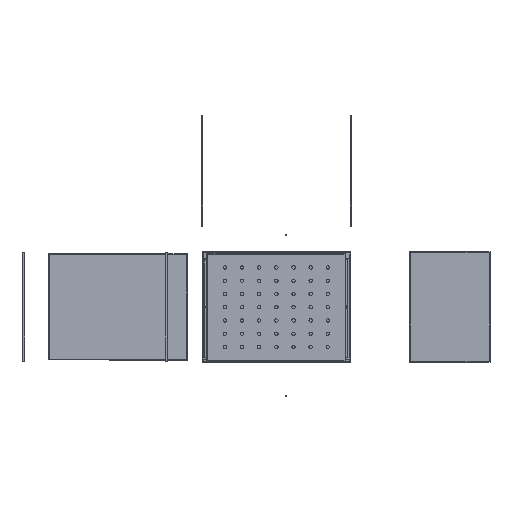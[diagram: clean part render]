
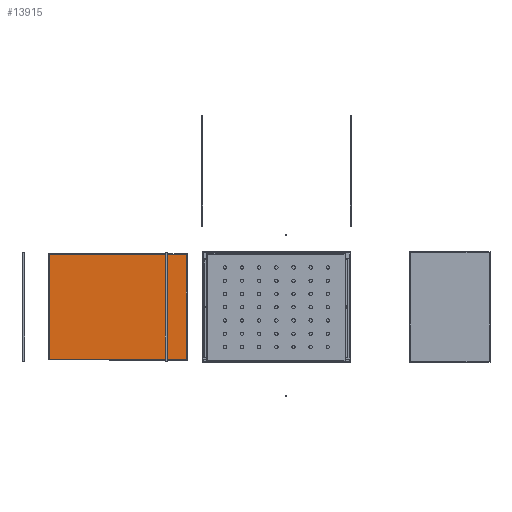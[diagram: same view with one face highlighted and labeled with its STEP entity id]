
A CAD part, top view. The second image highlights one B-rep face of the part: STEP entity #13915.
In plain terms, the highlighted planar face has unit normal (0, 0, 1).
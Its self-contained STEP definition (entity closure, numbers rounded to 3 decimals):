
#13623=CARTESIAN_POINT('',(-564.877,892.263,-1217.));
#13624=VERTEX_POINT('',#13623);
#13631=CARTESIAN_POINT('',(-80.877,891.263,-1217.));
#13632=VERTEX_POINT('',#13631);
#13633=CARTESIAN_POINT('',(-564.877,892.263,-1217.));
#13634=DIRECTION('',(1.,-0.002,0.));
#13635=VECTOR('',#13634,484.001);
#13636=LINE('',#13633,#13635);
#13637=EDGE_CURVE('',#13624,#13632,#13636,.T.);
#13661=CARTESIAN_POINT('',(-564.877,524.263,-1217.));
#13662=VERTEX_POINT('',#13661);
#13663=CARTESIAN_POINT('',(-564.877,892.263,-1217.));
#13664=DIRECTION('',(0.,-1.,0.));
#13665=VECTOR('',#13664,368.);
#13666=LINE('',#13663,#13665);
#13667=EDGE_CURVE('',#13624,#13662,#13666,.T.);
#13692=CARTESIAN_POINT('',(-80.877,524.263,-1217.));
#13693=VERTEX_POINT('',#13692);
#13694=CARTESIAN_POINT('',(-564.877,524.263,-1217.));
#13695=DIRECTION('',(1.,-0.,0.));
#13696=VECTOR('',#13695,484.);
#13697=LINE('',#13694,#13696);
#13698=EDGE_CURVE('',#13662,#13693,#13697,.T.);
#13723=CARTESIAN_POINT('',(-80.877,524.263,-1217.));
#13724=DIRECTION('',(0.,1.,0.));
#13725=VECTOR('',#13724,367.);
#13726=LINE('',#13723,#13725);
#13727=EDGE_CURVE('',#13693,#13632,#13726,.T.);
#13904=CARTESIAN_POINT('',(275.123,297.263,-1217.));
#13905=DIRECTION('',(0.,0.,1.));
#13906=DIRECTION('',(1.,0.,0.));
#13907=AXIS2_PLACEMENT_3D('',#13904,#13905,#13906);
#13908=PLANE('',#13907);
#13909=ORIENTED_EDGE('',*,*,#13637,.F.);
#13910=ORIENTED_EDGE('',*,*,#13667,.T.);
#13911=ORIENTED_EDGE('',*,*,#13698,.T.);
#13912=ORIENTED_EDGE('',*,*,#13727,.T.);
#13913=EDGE_LOOP('',(#13909,#13910,#13911,#13912));
#13914=FACE_BOUND('',#13913,.T.);
#13915=ADVANCED_FACE('',(#13914),#13908,.T.);
